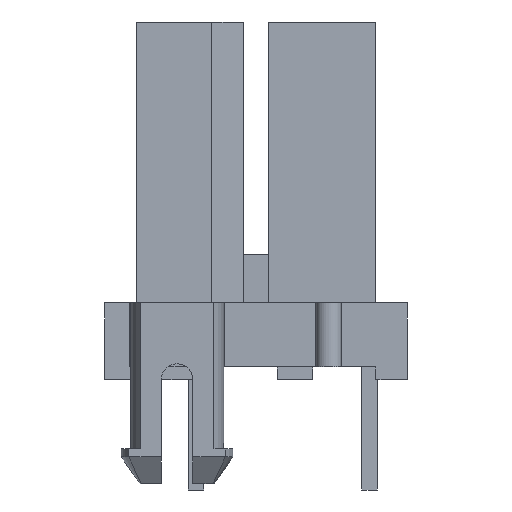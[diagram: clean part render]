
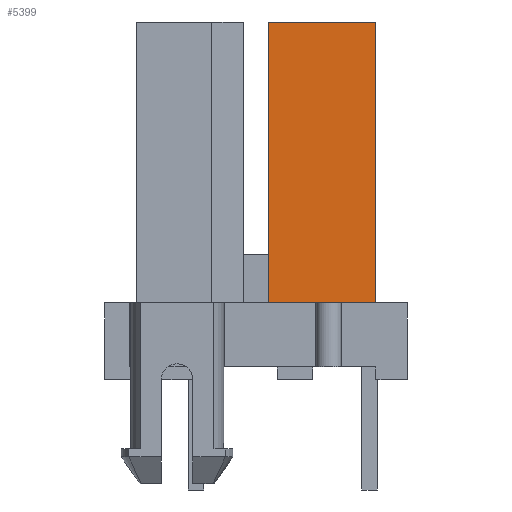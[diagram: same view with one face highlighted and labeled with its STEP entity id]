
A CAD part, left-side view. The second image highlights one B-rep face of the part: STEP entity #5399.
In plain terms, the highlighted planar face has unit normal (-1, 0, 0).
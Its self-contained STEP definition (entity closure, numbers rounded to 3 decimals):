
#86=DIRECTION('',(0.,-1.,0.));
#87=VECTOR('',#86,3.4);
#88=CARTESIAN_POINT('',(-3.8,-0.4,0.));
#89=LINE('',#88,#87);
#1743=DIRECTION('',(0.,0.,1.));
#1744=VECTOR('',#1743,8.9);
#1745=CARTESIAN_POINT('',(-3.8,-3.8,0.));
#1746=LINE('',#1745,#1744);
#1747=DIRECTION('',(0.,0.,1.));
#1748=VECTOR('',#1747,8.9);
#1749=CARTESIAN_POINT('',(-3.8,-0.4,0.));
#1750=LINE('',#1749,#1748);
#1775=DIRECTION('',(0.,-1.,0.));
#1776=VECTOR('',#1775,3.4);
#1777=CARTESIAN_POINT('',(-3.8,-0.4,8.9));
#1778=LINE('',#1777,#1776);
#2281=CARTESIAN_POINT('',(-3.8,-0.4,8.9));
#2282=CARTESIAN_POINT('',(-3.8,-3.8,8.9));
#2283=VERTEX_POINT('',#2281);
#2284=VERTEX_POINT('',#2282);
#2301=CARTESIAN_POINT('',(-3.8,-0.4,0.));
#2302=CARTESIAN_POINT('',(-3.8,-3.8,0.));
#2303=VERTEX_POINT('',#2301);
#2304=VERTEX_POINT('',#2302);
#5387=CARTESIAN_POINT('',(-3.8,-0.4,0.));
#5388=DIRECTION('',(-1.,0.,0.));
#5389=DIRECTION('',(0.,-1.,0.));
#5390=AXIS2_PLACEMENT_3D('',#5387,#5388,#5389);
#5391=PLANE('',#5390);
#5392=ORIENTED_EDGE('',*,*,#2970,.F.);
#5393=ORIENTED_EDGE('',*,*,#5352,.T.);
#5395=ORIENTED_EDGE('',*,*,#5394,.T.);
#5396=ORIENTED_EDGE('',*,*,#5379,.F.);
#5397=EDGE_LOOP('',(#5392,#5393,#5395,#5396));
#5398=FACE_OUTER_BOUND('',#5397,.F.);
#5399=ADVANCED_FACE('',(#5398),#5391,.T.);
#2970=EDGE_CURVE('',#2303,#2304,#89,.T.);
#5352=EDGE_CURVE('',#2303,#2283,#1750,.T.);
#5379=EDGE_CURVE('',#2304,#2284,#1746,.T.);
#5394=EDGE_CURVE('',#2283,#2284,#1778,.T.);
